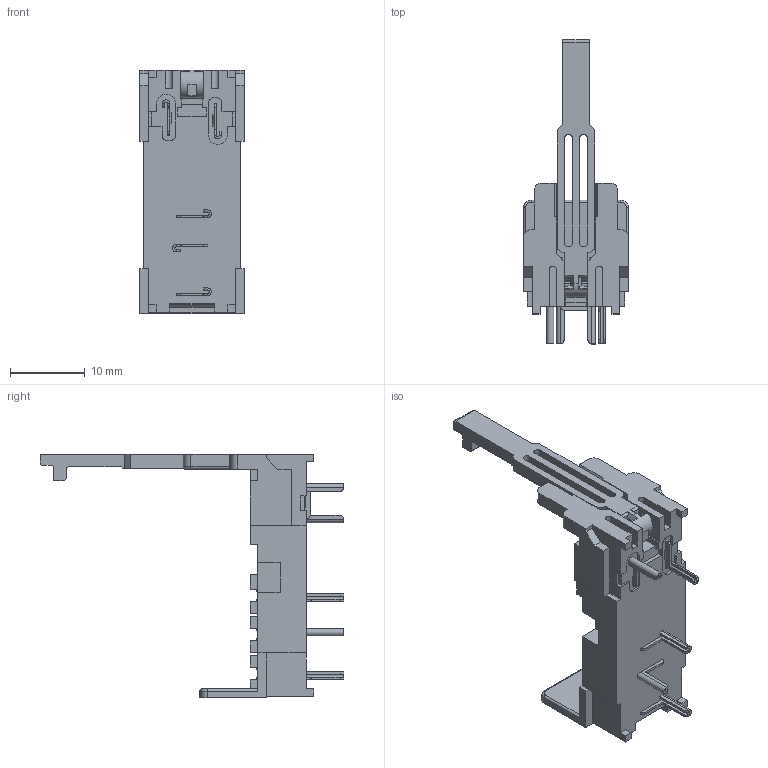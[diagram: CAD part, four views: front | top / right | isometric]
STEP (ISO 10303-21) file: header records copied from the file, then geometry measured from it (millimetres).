
FILE_DESCRIPTION (( 'STEP AP203' ), '1' );
FILE_NAME ('SJ1S-61_rev0.0.STEP', '2021-12-24T00:44:45', ( '' ), ( '' ), 'SwSTEP 2.0', 'SolidWorks 2019', '' );
FILE_SCHEMA (( 'CONFIG_CONTROL_DESIGN' ));
Length unit declared in the file: millimetre
Products named in the file (2): SJ1S-61_rev0.0; SJ1S-61_蹬怮椔
Assembly tree (1 placements, depth 2):
  SJ1S-61_rev0.0
    SJ1S-61_蹬怮椔
Bounding box: 14 x 40.5 x 32.5 mm (x, y, z)
Volume: 3055.8 mm3; surface area: 3141.4 mm2
Topology: 2 solids, 2 shells, 567 faces, 1533 edges, 992 vertices
Faces by surface type: plane 439, cylinder 124, bspline 4
Entity records: 17879 total; most frequent: CARTESIAN_POINT 3228, ORIENTED_EDGE 3066, DIRECTION 2945, EDGE_CURVE 1533, VECTOR 1231, LINE 1231, VERTEX_POINT 992, AXIS2_PLACEMENT_3D 857
